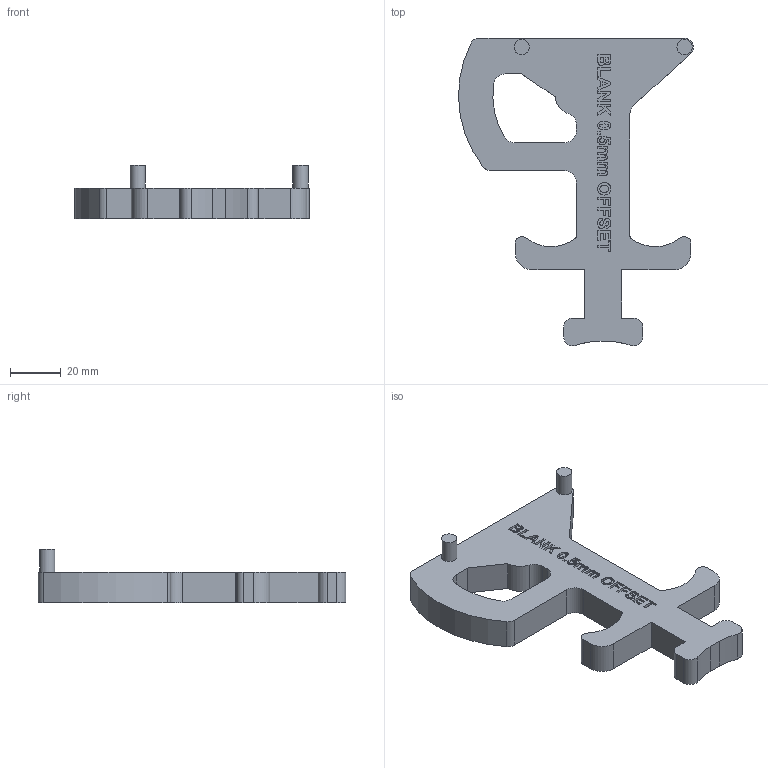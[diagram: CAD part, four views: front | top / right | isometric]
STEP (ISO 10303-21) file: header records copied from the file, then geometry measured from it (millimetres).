
FILE_DESCRIPTION(/* description */ (''),/* implementation_level */ '2;1');
FILE_NAME(/* name */ 'Tension Meter Blank.step',/* time_stamp */ '2025-12-23T15:09:54-08:00',/* author */ (''),/* organization */ (''),/* preprocessor_version */ 'ST-DEVELOPER v20.1',/* originating_system */ 'Autodesk Translation Framework v14.21.0.0',/* authorisation */ '');
FILE_SCHEMA (('AUTOMOTIVE_DESIGN { 1 0 10303 214 3 1 1 }'));
Length unit declared in the file: millimetre
Products named in the file (2): Tension Meter Blank; GT2 Belt Tension Meter W3D RC3 shortpin v4
Assembly tree (1 placements, depth 2):
  Tension Meter Blank
    GT2 Belt Tension Meter W3D RC3 shortpin v4
Bounding box: 92.34 x 120.84 x 21 mm (x, y, z)
Volume: 60291.5 mm3; surface area: 18070.7 mm2
Topology: 1 solids, 1 shells, 342 faces, 951 edges, 634 vertices
Faces by surface type: plane 169, bspline 143, cylinder 30
Full cylindrical faces by diameter (mm): 6 x2
Entity records: 12314 total; most frequent: CARTESIAN_POINT 4417, ORIENTED_EDGE 1902, DIRECTION 1129, EDGE_CURVE 951, VERTEX_POINT 634, LINE 605, VECTOR 605, EDGE_LOOP 367
